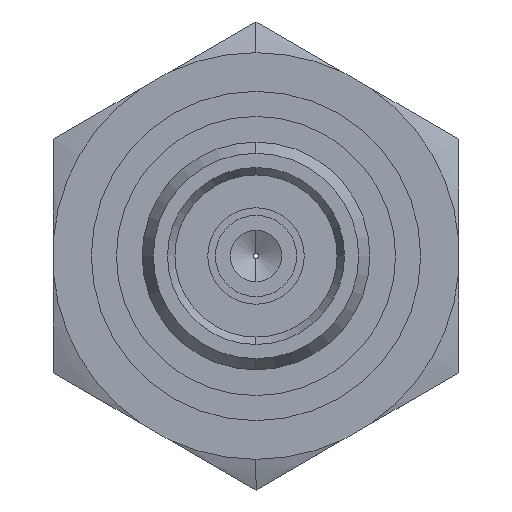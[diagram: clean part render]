
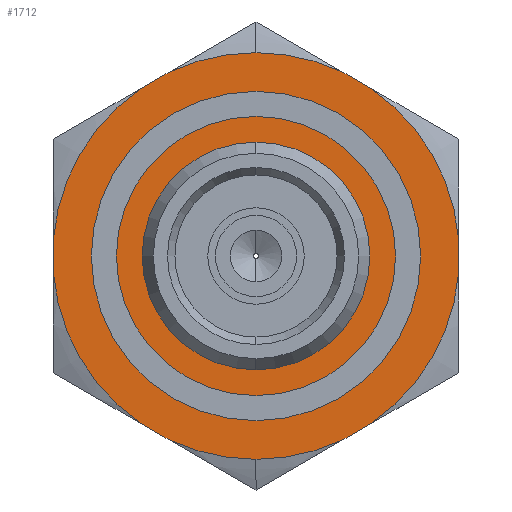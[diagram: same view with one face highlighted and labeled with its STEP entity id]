
A CAD part, left-side view. The second image highlights one B-rep face of the part: STEP entity #1712.
In plain terms, the highlighted planar face has unit normal (-1, 0, 0).
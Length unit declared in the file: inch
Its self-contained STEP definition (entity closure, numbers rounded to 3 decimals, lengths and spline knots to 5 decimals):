
#237 = CARTESIAN_POINT ( 'NONE',  ( -0.06, 0., -0.15803 ) ) ;
#238 = CARTESIAN_POINT ( 'NONE',  ( -0.06, 0., 0.15803 ) ) ;
#281 = CARTESIAN_POINT ( 'NONE',  ( -0.06, -0.06755, 0.14286 ) ) ;
#301 = CARTESIAN_POINT ( 'NONE',  ( -0.06, 0.06755, -0.14286 ) ) ;
#457 = DIRECTION ( 'NONE',  ( 1., 0., 0. ) ) ;
#458 = AXIS2_PLACEMENT_3D ( 'NONE', #482, #494, #485 ) ;
#462 = AXIS2_PLACEMENT_3D ( 'NONE', #480, #457, #470 ) ;
#463 = CIRCLE ( 'NONE', #458, 0.15803 ) ;
#470 = DIRECTION ( 'NONE',  ( 0., 0., -1. ) ) ;
#480 = CARTESIAN_POINT ( 'NONE',  ( -0.06, 0., 0. ) ) ;
#482 = CARTESIAN_POINT ( 'NONE',  ( -0.06, 0., 0. ) ) ;
#485 = DIRECTION ( 'NONE',  ( 0., 0., -1. ) ) ;
#487 = CIRCLE ( 'NONE', #462, 0.15803 ) ;
#494 = DIRECTION ( 'NONE',  ( 1., 0., 0. ) ) ;
#1448 = EDGE_CURVE ( 'NONE', #1940, #3831, #2490, .T. ) ;
#1517 = ORIENTED_EDGE ( 'NONE', *, *, #1740, .T. ) ;
#1521 = ORIENTED_EDGE ( 'NONE', *, *, #1536, .F. ) ;
#1522 = ORIENTED_EDGE ( 'NONE', *, *, #1781, .T. ) ;
#1534 = ORIENTED_EDGE ( 'NONE', *, *, #1535, .F. ) ;
#1535 = EDGE_CURVE ( 'NONE', #1926, #1982, #2180, .T. ) ;
#1536 = EDGE_CURVE ( 'NONE', #1720, #1932, #2581, .T. ) ;
#1537 = ORIENTED_EDGE ( 'NONE', *, *, #1821, .T. ) ;
#1538 = ORIENTED_EDGE ( 'NONE', *, *, #1448, .F. ) ;
#1540 = ORIENTED_EDGE ( 'NONE', *, *, #3967, .F. ) ;
#1579 = ORIENTED_EDGE ( 'NONE', *, *, #1941, .T. ) ;
#1581 = ORIENTED_EDGE ( 'NONE', *, *, #1583, .F. ) ;
#1582 = ORIENTED_EDGE ( 'NONE', *, *, #1927, .T. ) ;
#1583 = EDGE_CURVE ( 'NONE', #1981, #1955, #2631, .T. ) ;
#1706 = ORIENTED_EDGE ( 'NONE', *, *, #1713, .F. ) ;
#1707 = EDGE_LOOP ( 'NONE', ( #1900, #1706 ) ) ;
#1708 = ORIENTED_EDGE ( 'NONE', *, *, #1968, .F. ) ;
#1712 = ADVANCED_FACE ( 'NONE', ( #2889, #2980 ), #2929, .F. ) ;
#1713 = EDGE_CURVE ( 'NONE', #1817, #1947, #2932, .T. ) ;
#1714 = EDGE_CURVE ( 'NONE', #1931, #1737, #2899, .T. ) ;
#1715 = ORIENTED_EDGE ( 'NONE', *, *, #1714, .F. ) ;
#1716 = ORIENTED_EDGE ( 'NONE', *, *, #3985, .F. ) ;
#1720 = VERTEX_POINT ( 'NONE', #2870 ) ;
#1734 = ORIENTED_EDGE ( 'NONE', *, *, #1909, .T. ) ;
#1737 = VERTEX_POINT ( 'NONE', #2839 ) ;
#1740 = EDGE_CURVE ( 'NONE', #1720, #1737, #2840, .T. ) ;
#1781 = EDGE_CURVE ( 'NONE', #1815, #1955, #2846, .T. ) ;
#1814 = EDGE_CURVE ( 'NONE', #1947, #1817, #3082, .T. ) ;
#1815 = VERTEX_POINT ( 'NONE', #3152 ) ;
#1817 = VERTEX_POINT ( 'NONE', #3077 ) ;
#1821 = EDGE_CURVE ( 'NONE', #1981, #1982, #3066, .T. ) ;
#1900 = ORIENTED_EDGE ( 'NONE', *, *, #1814, .F. ) ;
#1906 = EDGE_LOOP ( 'NONE', ( #1715, #1734, #1716, #1708, #1522, #1581, #1537, #1534, #1582, #1540, #1538, #1579, #1521, #1517 ) ) ;
#1909 = EDGE_CURVE ( 'NONE', #1931, #3887, #3170, .T. ) ;
#1926 = VERTEX_POINT ( 'NONE', #3198 ) ;
#1927 = EDGE_CURVE ( 'NONE', #1926, #3894, #3261, .T. ) ;
#1931 = VERTEX_POINT ( 'NONE', #3235 ) ;
#1932 = VERTEX_POINT ( 'NONE', #3205 ) ;
#1940 = VERTEX_POINT ( 'NONE', #3188 ) ;
#1941 = EDGE_CURVE ( 'NONE', #1940, #1932, #3300, .T. ) ;
#1947 = VERTEX_POINT ( 'NONE', #3305 ) ;
#1955 = VERTEX_POINT ( 'NONE', #3220 ) ;
#1968 = EDGE_CURVE ( 'NONE', #1815, #3815, #3268, .T. ) ;
#1981 = VERTEX_POINT ( 'NONE', #3400 ) ;
#1982 = VERTEX_POINT ( 'NONE', #3402 ) ;
#2142 = AXIS2_PLACEMENT_3D ( 'NONE', #2182, #2155, #2186 ) ;
#2155 = DIRECTION ( 'NONE',  ( 1., 0., 0. ) ) ;
#2180 = CIRCLE ( 'NONE', #2142, 0.15803 ) ;
#2182 = CARTESIAN_POINT ( 'NONE',  ( -0.06, 0., 0. ) ) ;
#2186 = DIRECTION ( 'NONE',  ( 0., 0., -1. ) ) ;
#2470 = DIRECTION ( 'NONE',  ( 1., 0., 0. ) ) ;
#2478 = DIRECTION ( 'NONE',  ( 0., 0., -1. ) ) ;
#2488 = AXIS2_PLACEMENT_3D ( 'NONE', #2493, #2470, #2478 ) ;
#2490 = CIRCLE ( 'NONE', #2488, 0.15803 ) ;
#2493 = CARTESIAN_POINT ( 'NONE',  ( -0.06, 0., 0. ) ) ;
#2572 = DIRECTION ( 'NONE',  ( 1., 0., 0. ) ) ;
#2580 = CARTESIAN_POINT ( 'NONE',  ( -0.06, 0., 0. ) ) ;
#2581 = CIRCLE ( 'NONE', #2583, 0.15803 ) ;
#2582 = DIRECTION ( 'NONE',  ( 0., 0., -1. ) ) ;
#2583 = AXIS2_PLACEMENT_3D ( 'NONE', #2580, #2572, #2582 ) ;
#2627 = DIRECTION ( 'NONE',  ( 0., 0., -1. ) ) ;
#2628 = DIRECTION ( 'NONE',  ( 1., 0., 0. ) ) ;
#2629 = CARTESIAN_POINT ( 'NONE',  ( -0.06, 0., 0. ) ) ;
#2630 = AXIS2_PLACEMENT_3D ( 'NONE', #2629, #2628, #2627 ) ;
#2631 = CIRCLE ( 'NONE', #2630, 0.15803 ) ;
#2839 = CARTESIAN_POINT ( 'NONE',  ( -0.06, 0.1575, -0.01293 ) ) ;
#2840 = LINE ( 'NONE', #2972, #2860 ) ;
#2843 = DIRECTION ( 'NONE',  ( 0., -0.866, 0.5 ) ) ;
#2844 = VECTOR ( 'NONE', #2843, 39.37008 ) ;
#2845 = CARTESIAN_POINT ( 'NONE',  ( -0.06, 0., -0.18187 ) ) ;
#2846 = LINE ( 'NONE', #2845, #2844 ) ;
#2851 = AXIS2_PLACEMENT_3D ( 'NONE', #2952, #2951, #2950 ) ;
#2859 = DIRECTION ( 'NONE',  ( 0., 0., -1. ) ) ;
#2860 = VECTOR ( 'NONE', #2859, 39.37008 ) ;
#2870 = CARTESIAN_POINT ( 'NONE',  ( -0.06, 0.1575, 0.01293 ) ) ;
#2883 = DIRECTION ( 'NONE',  ( 0., 0., -1. ) ) ;
#2889 = FACE_BOUND ( 'NONE', #1707, .T. ) ;
#2899 = CIRCLE ( 'NONE', #2851, 0.15803 ) ;
#2909 = DIRECTION ( 'NONE',  ( 1., 0., 0. ) ) ;
#2910 = CARTESIAN_POINT ( 'NONE',  ( -0.06, 0., -0.0885 ) ) ;
#2919 = DIRECTION ( 'NONE',  ( -1., 0., 0. ) ) ;
#2928 = DIRECTION ( 'NONE',  ( 0., 0., 1. ) ) ;
#2929 = PLANE ( 'NONE',  #2944 ) ;
#2930 = CARTESIAN_POINT ( 'NONE',  ( -0.06, 0., 0. ) ) ;
#2931 = AXIS2_PLACEMENT_3D ( 'NONE', #2930, #2919, #2928 ) ;
#2932 = CIRCLE ( 'NONE', #2931, 0.0885 ) ;
#2944 = AXIS2_PLACEMENT_3D ( 'NONE', #2910, #2909, #2883 ) ;
#2950 = DIRECTION ( 'NONE',  ( 0., 0., -1. ) ) ;
#2951 = DIRECTION ( 'NONE',  ( 1., 0., 0. ) ) ;
#2952 = CARTESIAN_POINT ( 'NONE',  ( -0.06, 0., 0. ) ) ;
#2972 = CARTESIAN_POINT ( 'NONE',  ( -0.06, 0.1575, 0.09093 ) ) ;
#2980 = FACE_OUTER_BOUND ( 'NONE', #1906, .T. ) ;
#3032 = CARTESIAN_POINT ( 'NONE',  ( -0.06, 0., 0. ) ) ;
#3066 = LINE ( 'NONE', #3086, #3085 ) ;
#3071 = DIRECTION ( 'NONE',  ( 0., 0., 1. ) ) ;
#3072 = DIRECTION ( 'NONE',  ( 0., 0., 1. ) ) ;
#3077 = CARTESIAN_POINT ( 'NONE',  ( -0.06, 0., -0.0885 ) ) ;
#3081 = AXIS2_PLACEMENT_3D ( 'NONE', #3032, #3151, #3072 ) ;
#3082 = CIRCLE ( 'NONE', #3081, 0.0885 ) ;
#3085 = VECTOR ( 'NONE', #3071, 39.37008 ) ;
#3086 = CARTESIAN_POINT ( 'NONE',  ( -0.06, -0.1575, -0.09093 ) ) ;
#3151 = DIRECTION ( 'NONE',  ( -1., 0., 0. ) ) ;
#3152 = CARTESIAN_POINT ( 'NONE',  ( -0.06, -0.06755, -0.14286 ) ) ;
#3163 = VECTOR ( 'NONE', #3164, 39.37008 ) ;
#3164 = DIRECTION ( 'NONE',  ( 0., -0.866, -0.5 ) ) ;
#3169 = CARTESIAN_POINT ( 'NONE',  ( -0.06, 0.1575, -0.09093 ) ) ;
#3170 = LINE ( 'NONE', #3169, #3163 ) ;
#3183 = DIRECTION ( 'NONE',  ( 0., 0.866, -0.5 ) ) ;
#3185 = CARTESIAN_POINT ( 'NONE',  ( -0.06, 0., 0.18187 ) ) ;
#3188 = CARTESIAN_POINT ( 'NONE',  ( -0.06, 0.06755, 0.14286 ) ) ;
#3198 = CARTESIAN_POINT ( 'NONE',  ( -0.06, -0.08995, 0.12993 ) ) ;
#3205 = CARTESIAN_POINT ( 'NONE',  ( -0.06, 0.08995, 0.12993 ) ) ;
#3212 = CARTESIAN_POINT ( 'NONE',  ( -0.06, 0., 0. ) ) ;
#3216 = DIRECTION ( 'NONE',  ( 0., 0., -1. ) ) ;
#3220 = CARTESIAN_POINT ( 'NONE',  ( -0.06, -0.08995, -0.12993 ) ) ;
#3235 = CARTESIAN_POINT ( 'NONE',  ( -0.06, 0.08995, -0.12993 ) ) ;
#3241 = CARTESIAN_POINT ( 'NONE',  ( -0.06, -0.1575, 0.09093 ) ) ;
#3252 = AXIS2_PLACEMENT_3D ( 'NONE', #3212, #3274, #3216 ) ;
#3261 = LINE ( 'NONE', #3241, #3291 ) ;
#3268 = CIRCLE ( 'NONE', #3252, 0.15803 ) ;
#3274 = DIRECTION ( 'NONE',  ( 1., 0., 0. ) ) ;
#3290 = DIRECTION ( 'NONE',  ( 0., 0.866, 0.5 ) ) ;
#3291 = VECTOR ( 'NONE', #3290, 39.37008 ) ;
#3297 = VECTOR ( 'NONE', #3183, 39.37008 ) ;
#3300 = LINE ( 'NONE', #3185, #3297 ) ;
#3305 = CARTESIAN_POINT ( 'NONE',  ( -0.06, 0., 0.0885 ) ) ;
#3400 = CARTESIAN_POINT ( 'NONE',  ( -0.06, -0.1575, -0.01293 ) ) ;
#3402 = CARTESIAN_POINT ( 'NONE',  ( -0.06, -0.1575, 0.01293 ) ) ;
#3815 = VERTEX_POINT ( 'NONE', #237 ) ;
#3831 = VERTEX_POINT ( 'NONE', #238 ) ;
#3887 = VERTEX_POINT ( 'NONE', #301 ) ;
#3894 = VERTEX_POINT ( 'NONE', #281 ) ;
#3967 = EDGE_CURVE ( 'NONE', #3831, #3894, #487, .T. ) ;
#3985 = EDGE_CURVE ( 'NONE', #3815, #3887, #463, .T. ) ;
